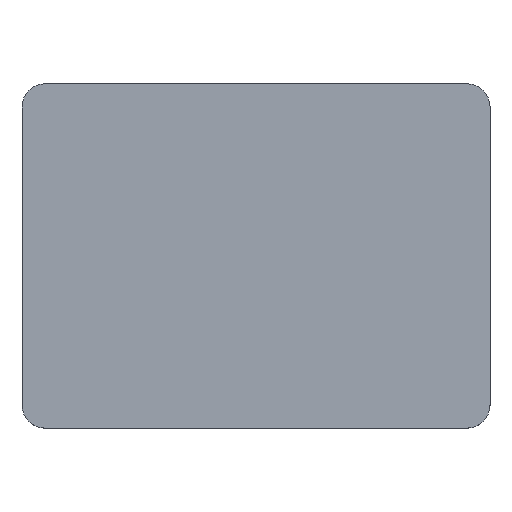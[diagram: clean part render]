
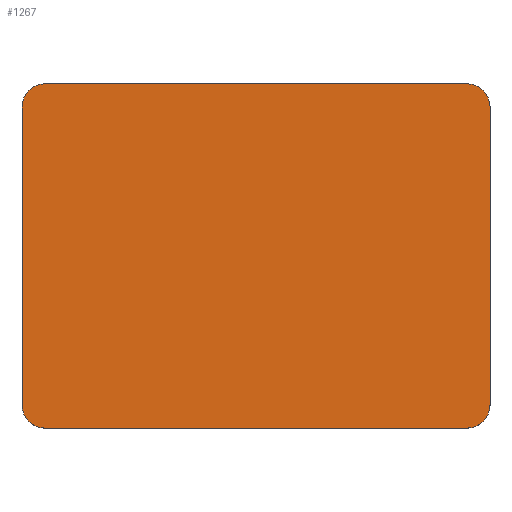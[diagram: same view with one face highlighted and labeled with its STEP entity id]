
A CAD part, top view. The second image highlights one B-rep face of the part: STEP entity #1267.
In plain terms, the highlighted planar face has unit normal (0, 0, 1).
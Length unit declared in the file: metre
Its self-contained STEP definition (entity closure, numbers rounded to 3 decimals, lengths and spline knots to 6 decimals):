
#64=CIRCLE('',#1326,0.004);
#65=CIRCLE('',#1329,0.004);
#66=CIRCLE('',#1332,0.004);
#68=CIRCLE('',#1336,0.004);
#393=ORIENTED_EDGE('',*,*,#563,.F.);
#394=ORIENTED_EDGE('',*,*,#539,.T.);
#395=ORIENTED_EDGE('',*,*,#542,.T.);
#396=ORIENTED_EDGE('',*,*,#544,.T.);
#397=ORIENTED_EDGE('',*,*,#546,.T.);
#398=ORIENTED_EDGE('',*,*,#547,.T.);
#399=ORIENTED_EDGE('',*,*,#464,.F.);
#400=ORIENTED_EDGE('',*,*,#552,.T.);
#464=EDGE_CURVE('',#647,#648,#759,.T.);
#539=EDGE_CURVE('',#711,#710,#64,.T.);
#542=EDGE_CURVE('',#710,#712,#815,.T.);
#544=EDGE_CURVE('',#712,#713,#65,.T.);
#546=EDGE_CURVE('',#713,#714,#818,.T.);
#547=EDGE_CURVE('',#714,#648,#66,.T.);
#552=EDGE_CURVE('',#647,#716,#68,.T.);
#563=EDGE_CURVE('',#711,#716,#827,.T.);
#647=VERTEX_POINT('',#1805);
#648=VERTEX_POINT('',#1807);
#710=VERTEX_POINT('',#1956);
#711=VERTEX_POINT('',#1958);
#712=VERTEX_POINT('',#1962);
#713=VERTEX_POINT('',#1966);
#714=VERTEX_POINT('',#1970);
#716=VERTEX_POINT('',#1985);
#759=LINE('',#1806,#891);
#815=LINE('',#1963,#947);
#818=LINE('',#1971,#950);
#827=LINE('',#2008,#959);
#891=VECTOR('',#1427,1.);
#947=VECTOR('',#1555,1.);
#950=VECTOR('',#1564,1.);
#959=VECTOR('',#1607,1.);
#1079=EDGE_LOOP('',(#393,#394,#395,#396,#397,#398,#399,#400));
#1150=FACE_BOUND('',#1079,.T.);
#1197=PLANE('',#1399);
#1267=ADVANCED_FACE('',(#1150),#1197,.T.);
#1326=AXIS2_PLACEMENT_3D('',#1957,#1549,#1550);
#1329=AXIS2_PLACEMENT_3D('',#1967,#1559,#1560);
#1332=AXIS2_PLACEMENT_3D('',#1973,#1567,#1568);
#1336=AXIS2_PLACEMENT_3D('',#1986,#1577,#1578);
#1399=AXIS2_PLACEMENT_3D('',#2145,#1760,#1761);
#1427=DIRECTION('',(0.,-1.,0.));
#1549=DIRECTION('',(0.,0.,1.));
#1550=DIRECTION('',(1.,0.,0.));
#1555=DIRECTION('',(0.,-1.,0.));
#1559=DIRECTION('',(0.,0.,1.));
#1560=DIRECTION('',(1.,0.,0.));
#1564=DIRECTION('',(1.,0.,0.));
#1567=DIRECTION('',(0.,0.,1.));
#1568=DIRECTION('',(1.,0.,0.));
#1577=DIRECTION('',(0.,0.,1.));
#1578=DIRECTION('',(1.,0.,0.));
#1607=DIRECTION('',(1.,0.,0.));
#1760=DIRECTION('',(0.,0.,1.));
#1761=DIRECTION('',(1.,0.,0.));
#1805=CARTESIAN_POINT('',(0.0403,0.02565,0.0185));
#1806=CARTESIAN_POINT('',(0.0403,0.,0.0185));
#1807=CARTESIAN_POINT('',(0.0403,-0.02565,0.0185));
#1956=CARTESIAN_POINT('',(-0.0403,0.02565,0.0185));
#1957=CARTESIAN_POINT('',(-0.0363,0.02565,0.0185));
#1958=CARTESIAN_POINT('',(-0.0363,0.02965,0.0185));
#1962=CARTESIAN_POINT('',(-0.0403,-0.02565,0.0185));
#1963=CARTESIAN_POINT('',(-0.0403,0.,0.0185));
#1966=CARTESIAN_POINT('',(-0.0363,-0.02965,0.0185));
#1967=CARTESIAN_POINT('',(-0.0363,-0.02565,0.0185));
#1970=CARTESIAN_POINT('',(0.0363,-0.02965,0.0185));
#1971=CARTESIAN_POINT('',(0.,-0.02965,0.0185));
#1973=CARTESIAN_POINT('',(0.0363,-0.02565,0.0185));
#1985=CARTESIAN_POINT('',(0.0363,0.02965,0.0185));
#1986=CARTESIAN_POINT('',(0.0363,0.02565,0.0185));
#2008=CARTESIAN_POINT('',(0.,0.02965,0.0185));
#2145=CARTESIAN_POINT('',(0.,0.,0.0185));
